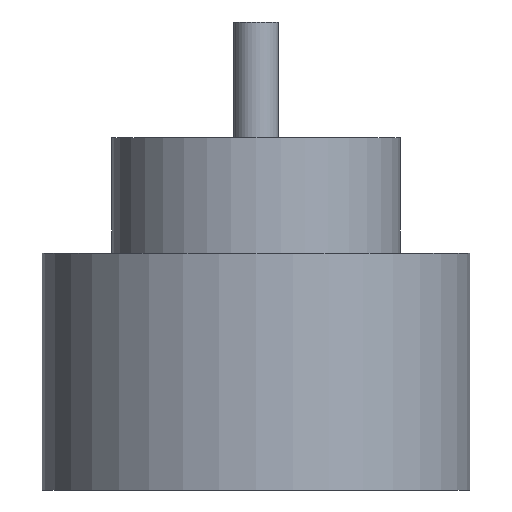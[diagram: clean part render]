
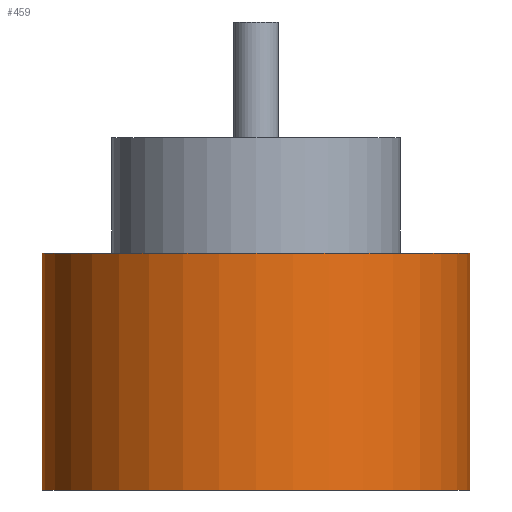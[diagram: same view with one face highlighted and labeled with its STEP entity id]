
A CAD part, front view. The second image highlights one B-rep face of the part: STEP entity #459.
In plain terms, the highlighted cylindrical face has radius 1.85 mm (diameter 3.7 mm), a partial arc.
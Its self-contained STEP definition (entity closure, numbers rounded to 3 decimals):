
#15 = LINE ( 'NONE', #646, #617 ) ;
#25 = EDGE_LOOP ( 'NONE', ( #507, #389, #96, #439 ) ) ;
#91 = DIRECTION ( 'NONE',  ( 0., 0., -1. ) ) ;
#96 = ORIENTED_EDGE ( 'NONE', *, *, #677, .T. ) ;
#118 = CIRCLE ( 'NONE', #240, 1.85 ) ;
#143 = CARTESIAN_POINT ( 'NONE',  ( 1.85, 0., 2.55 ) ) ;
#163 = AXIS2_PLACEMENT_3D ( 'NONE', #390, #91, #565 ) ;
#187 = CARTESIAN_POINT ( 'NONE',  ( 1.85, 0., -0.5 ) ) ;
#203 = VERTEX_POINT ( 'NONE', #503 ) ;
#240 = AXIS2_PLACEMENT_3D ( 'NONE', #266, #678, #620 ) ;
#266 = CARTESIAN_POINT ( 'NONE',  ( 0., 0., 1.55 ) ) ;
#315 = VERTEX_POINT ( 'NONE', #487 ) ;
#341 = VERTEX_POINT ( 'NONE', #187 ) ;
#345 = EDGE_CURVE ( 'NONE', #203, #341, #615, .T. ) ;
#374 = DIRECTION ( 'NONE',  ( 1., 0., 0. ) ) ;
#389 = ORIENTED_EDGE ( 'NONE', *, *, #454, .F. ) ;
#390 = CARTESIAN_POINT ( 'NONE',  ( 0., 0., 2.55 ) ) ;
#398 = DIRECTION ( 'NONE',  ( 0., 0., -1. ) ) ;
#414 = CYLINDRICAL_SURFACE ( 'NONE', #163, 1.85 ) ;
#421 = DIRECTION ( 'NONE',  ( 0., 0., 1. ) ) ;
#439 = ORIENTED_EDGE ( 'NONE', *, *, #697, .T. ) ;
#454 = EDGE_CURVE ( 'NONE', #681, #203, #118, .T. ) ;
#459 = ADVANCED_FACE ( 'NONE', ( #743 ), #414, .T. ) ;
#481 = DIRECTION ( 'NONE',  ( 0., 0., -1. ) ) ;
#487 = CARTESIAN_POINT ( 'NONE',  ( -1.85, 0., -0.5 ) ) ;
#503 = CARTESIAN_POINT ( 'NONE',  ( 1.85, 0., 1.55 ) ) ;
#507 = ORIENTED_EDGE ( 'NONE', *, *, #345, .F. ) ;
#537 = CARTESIAN_POINT ( 'NONE',  ( 0., 0., -0.5 ) ) ;
#541 = CIRCLE ( 'NONE', #629, 1.85 ) ;
#565 = DIRECTION ( 'NONE',  ( -1., 0., 0. ) ) ;
#591 = CARTESIAN_POINT ( 'NONE',  ( -1.85, 0., 1.55 ) ) ;
#615 = LINE ( 'NONE', #143, #633 ) ;
#617 = VECTOR ( 'NONE', #481, 1000. ) ;
#620 = DIRECTION ( 'NONE',  ( 1., 0., 0. ) ) ;
#629 = AXIS2_PLACEMENT_3D ( 'NONE', #537, #421, #374 ) ;
#633 = VECTOR ( 'NONE', #398, 1000. ) ;
#646 = CARTESIAN_POINT ( 'NONE',  ( -1.85, 0., 2.55 ) ) ;
#677 = EDGE_CURVE ( 'NONE', #681, #315, #15, .T. ) ;
#678 = DIRECTION ( 'NONE',  ( 0., 0., 1. ) ) ;
#681 = VERTEX_POINT ( 'NONE', #591 ) ;
#697 = EDGE_CURVE ( 'NONE', #315, #341, #541, .T. ) ;
#743 = FACE_OUTER_BOUND ( 'NONE', #25, .T. ) ;
